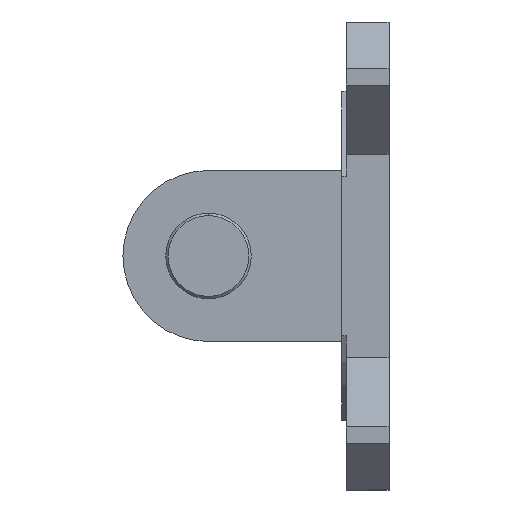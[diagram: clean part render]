
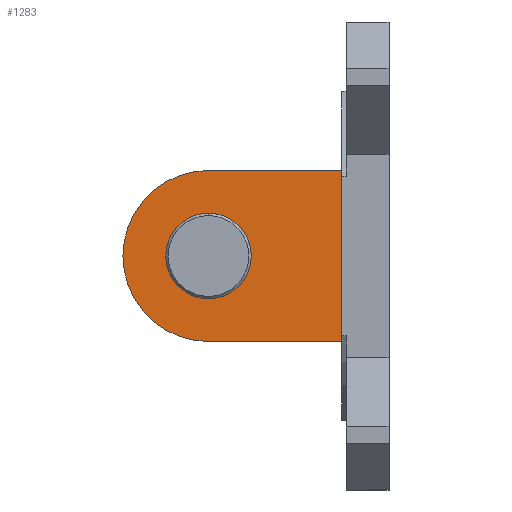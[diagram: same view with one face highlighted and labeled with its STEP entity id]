
A CAD part, left-side view. The second image highlights one B-rep face of the part: STEP entity #1283.
In plain terms, the highlighted planar face has unit normal (-1, 0, 0).
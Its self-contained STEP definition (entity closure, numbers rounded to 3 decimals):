
#39 = EDGE_CURVE ( 'NONE', #330, #1940, #611, .T. ) ;
#43 = LINE ( 'NONE', #1627, #961 ) ;
#96 = DIRECTION ( 'NONE',  ( 0., 0., -1. ) ) ;
#160 = DIRECTION ( 'NONE',  ( 0., 0., -1. ) ) ;
#163 = DIRECTION ( 'NONE',  ( 1., 0., 0. ) ) ;
#177 = PLANE ( 'NONE',  #1246 ) ;
#226 = CARTESIAN_POINT ( 'NONE',  ( -27.9, -73.036, -26.53 ) ) ;
#286 = DIRECTION ( 'NONE',  ( 0., 0., -1. ) ) ;
#303 = EDGE_CURVE ( 'NONE', #920, #330, #1104, .T. ) ;
#330 = VERTEX_POINT ( 'NONE', #2293 ) ;
#344 = DIRECTION ( 'NONE',  ( 1., 0., 0. ) ) ;
#353 = CARTESIAN_POINT ( 'NONE',  ( -27.9, 38., 0. ) ) ;
#427 = EDGE_CURVE ( 'NONE', #2362, #920, #1727, .T. ) ;
#463 = CARTESIAN_POINT ( 'NONE',  ( -27.9, 38., 18. ) ) ;
#500 = EDGE_LOOP ( 'NONE', ( #882, #856, #1675, #1967 ) ) ;
#545 = EDGE_CURVE ( 'NONE', #1940, #2362, #43, .T. ) ;
#574 = VECTOR ( 'NONE', #1367, 1000. ) ;
#611 = LINE ( 'NONE', #991, #2038 ) ;
#762 = CIRCLE ( 'NONE', #1156, 9. ) ;
#820 = EDGE_CURVE ( 'NONE', #2379, #2078, #1372, .T. ) ;
#856 = ORIENTED_EDGE ( 'NONE', *, *, #427, .T. ) ;
#882 = ORIENTED_EDGE ( 'NONE', *, *, #545, .T. ) ;
#920 = VERTEX_POINT ( 'NONE', #1919 ) ;
#932 = AXIS2_PLACEMENT_3D ( 'NONE', #1718, #1926, #96 ) ;
#961 = VECTOR ( 'NONE', #1667, 1000. ) ;
#977 = EDGE_CURVE ( 'NONE', #2078, #2379, #762, .T. ) ;
#991 = CARTESIAN_POINT ( 'NONE',  ( -27.9, 10., -26.53 ) ) ;
#1104 = LINE ( 'NONE', #1111, #574 ) ;
#1111 = CARTESIAN_POINT ( 'NONE',  ( -27.9, -73.036, -18. ) ) ;
#1156 = AXIS2_PLACEMENT_3D ( 'NONE', #1395, #1391, #1390 ) ;
#1246 = AXIS2_PLACEMENT_3D ( 'NONE', #226, #163, #160 ) ;
#1283 = ADVANCED_FACE ( 'NONE', ( #2398, #1925 ), #177, .F. ) ;
#1331 = EDGE_LOOP ( 'NONE', ( #2200, #2205 ) ) ;
#1367 = DIRECTION ( 'NONE',  ( 0., -1., 0. ) ) ;
#1372 = CIRCLE ( 'NONE', #1613, 9. ) ;
#1390 = DIRECTION ( 'NONE',  ( 0., 0., -1. ) ) ;
#1391 = DIRECTION ( 'NONE',  ( 1., 0., 0. ) ) ;
#1395 = CARTESIAN_POINT ( 'NONE',  ( -27.9, 38., 0. ) ) ;
#1613 = AXIS2_PLACEMENT_3D ( 'NONE', #353, #344, #286 ) ;
#1627 = CARTESIAN_POINT ( 'NONE',  ( -27.9, -73.036, 18. ) ) ;
#1667 = DIRECTION ( 'NONE',  ( 0., 1., 0. ) ) ;
#1675 = ORIENTED_EDGE ( 'NONE', *, *, #303, .T. ) ;
#1718 = CARTESIAN_POINT ( 'NONE',  ( -27.9, 38., 0. ) ) ;
#1727 = CIRCLE ( 'NONE', #932, 18. ) ;
#1767 = CARTESIAN_POINT ( 'NONE',  ( -27.9, 10., 18. ) ) ;
#1771 = CARTESIAN_POINT ( 'NONE',  ( -27.9, 38., 9. ) ) ;
#1919 = CARTESIAN_POINT ( 'NONE',  ( -27.9, 38., -18. ) ) ;
#1925 = FACE_OUTER_BOUND ( 'NONE', #500, .T. ) ;
#1926 = DIRECTION ( 'NONE',  ( -1., 0., 0. ) ) ;
#1940 = VERTEX_POINT ( 'NONE', #1767 ) ;
#1967 = ORIENTED_EDGE ( 'NONE', *, *, #39, .T. ) ;
#2038 = VECTOR ( 'NONE', #2089, 1000. ) ;
#2078 = VERTEX_POINT ( 'NONE', #1771 ) ;
#2089 = DIRECTION ( 'NONE',  ( 0., 0., 1. ) ) ;
#2200 = ORIENTED_EDGE ( 'NONE', *, *, #820, .T. ) ;
#2205 = ORIENTED_EDGE ( 'NONE', *, *, #977, .T. ) ;
#2293 = CARTESIAN_POINT ( 'NONE',  ( -27.9, 10., -18. ) ) ;
#2332 = CARTESIAN_POINT ( 'NONE',  ( -27.9, 38., -9. ) ) ;
#2362 = VERTEX_POINT ( 'NONE', #463 ) ;
#2379 = VERTEX_POINT ( 'NONE', #2332 ) ;
#2398 = FACE_BOUND ( 'NONE', #1331, .T. ) ;
